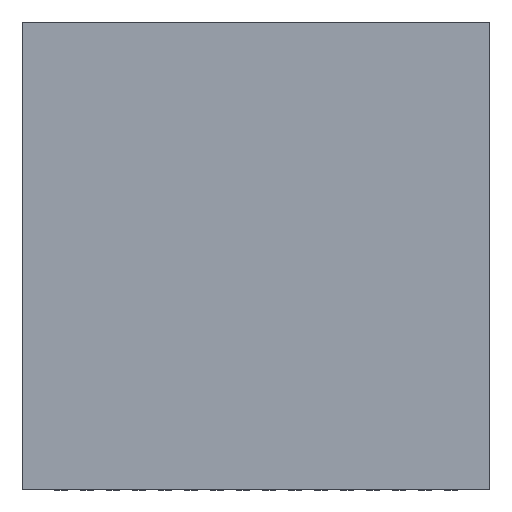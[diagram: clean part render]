
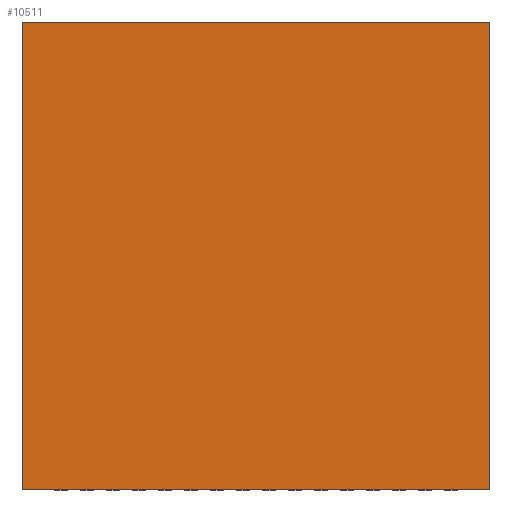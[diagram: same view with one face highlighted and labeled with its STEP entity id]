
A CAD part, top view. The second image highlights one B-rep face of the part: STEP entity #10511.
In plain terms, the highlighted face is planar.
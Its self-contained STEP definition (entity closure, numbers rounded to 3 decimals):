
#4726=DIRECTION('',(0.,0.,-1.));
#4727=VECTOR('',#4726,9.);
#4728=CARTESIAN_POINT('',(-4.5,0.975,4.5));
#4729=LINE('',#4728,#4727);
#4733=DIRECTION('',(1.,0.,0.));
#4734=VECTOR('',#4733,9.);
#4735=CARTESIAN_POINT('',(-4.5,0.975,-4.5));
#4736=LINE('',#4735,#4734);
#4740=DIRECTION('',(0.,0.,1.));
#4741=VECTOR('',#4740,9.);
#4742=CARTESIAN_POINT('',(4.5,0.975,-4.5));
#4743=LINE('',#4742,#4741);
#4747=DIRECTION('',(-1.,0.,0.));
#4748=VECTOR('',#4747,9.);
#4749=CARTESIAN_POINT('',(4.5,0.975,4.5));
#4750=LINE('',#4749,#4748);
#6976=CARTESIAN_POINT('',(-4.5,0.975,-4.5));
#6977=VERTEX_POINT('',#6976);
#6978=CARTESIAN_POINT('',(-4.5,0.975,4.5));
#6979=VERTEX_POINT('',#6978);
#7140=CARTESIAN_POINT('',(4.5,0.975,-4.5));
#7141=VERTEX_POINT('',#7140);
#7210=CARTESIAN_POINT('',(4.5,0.975,4.5));
#7211=VERTEX_POINT('',#7210);
#10500=CARTESIAN_POINT('',(0.,0.975,0.));
#10501=DIRECTION('',(0.,1.,0.));
#10502=DIRECTION('',(1.,0.,0.));
#10503=AXIS2_PLACEMENT_3D('',#10500,#10501,#10502);
#10504=PLANE('',#10503);
#10505=ORIENTED_EDGE('',*,*,#8243,.T.);
#10506=ORIENTED_EDGE('',*,*,#9282,.T.);
#10507=ORIENTED_EDGE('',*,*,#10153,.T.);
#10508=ORIENTED_EDGE('',*,*,#10333,.T.);
#10509=EDGE_LOOP('',(#10505,#10506,#10507,#10508));
#10510=FACE_OUTER_BOUND('',#10509,.F.);
#8243=EDGE_CURVE('',#6979,#6977,#4729,.T.);
#9282=EDGE_CURVE('',#6977,#7141,#4736,.T.);
#10153=EDGE_CURVE('',#7141,#7211,#4743,.T.);
#10333=EDGE_CURVE('',#7211,#6979,#4750,.T.);
#10511=ADVANCED_FACE('',(#10510),#10504,.T.);
